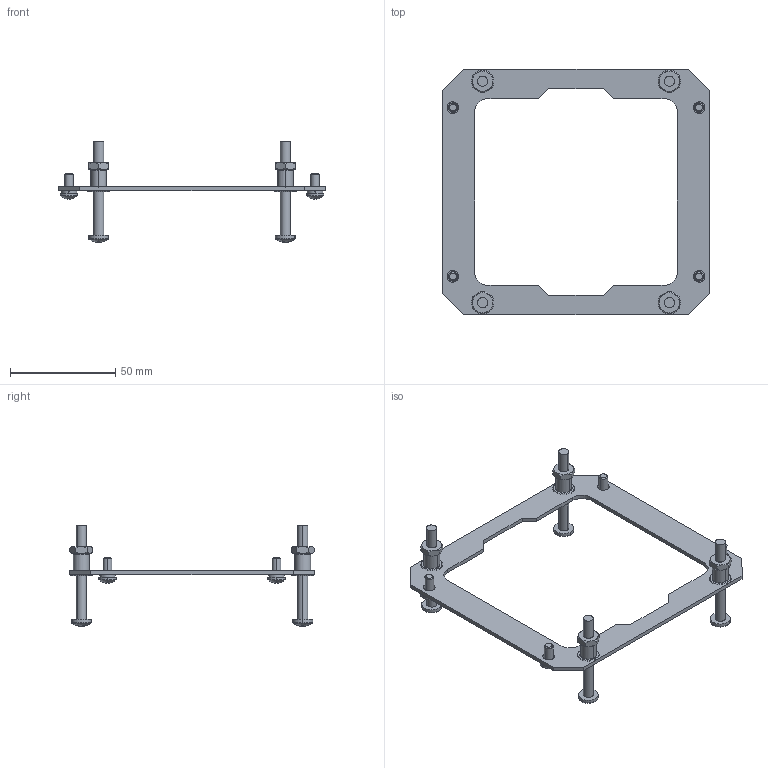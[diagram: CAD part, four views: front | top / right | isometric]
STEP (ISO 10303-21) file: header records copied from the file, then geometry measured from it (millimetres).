
FILE_DESCRIPTION (( 'STEP AP203' ), '1' );
FILE_NAME ('78051705.STEP', '2019-11-21T20:09:19', ( '' ), ( '' ), 'SwSTEP 2.0', 'SolidWorks 2019', '' );
FILE_SCHEMA (( 'CONFIG_CONTROL_DESIGN' ));
Length unit declared in the file: inch
Products named in the file (29): 80041084; 78051705; 78051711; 80040830-IPD; 00002098-IPD (10-32)_AK-10-32-UNF; WASHER - LOCK - CONFIG; WASHER - LOCK - CONFIG_#8; 81011003-IPD; 00002098-IPD (10-32); 81011003-IPD_81011003; 80040830-IPD_DEFAULT; 80041084_CR-PHMS 0.19-32x1.75x1.75-N
Assembly tree (22 placements, depth 3):
  80041084
  78051705
    78051711
      78051711
      00002098-IPD (10-32)_AK-10-32-UNF  x4
    80041084_CR-PHMS 0.19-32x1.75x1.75-N  x4
    80040830-IPD_DEFAULT  x4
    81011003-IPD_81011003  x4
    WASHER - LOCK - CONFIG_#8  x4
  80040830-IPD
  80041084
  WASHER - LOCK - CONFIG
Bounding box: 127 x 116.84 x 47.78 mm (x, y, z)
Volume: 17506.3 mm3; surface area: 21786.9 mm2
Topology: 21 solids, 21 shells, 610 faces, 1380 edges, 832 vertices
Faces by surface type: plane 210, cylinder 208, cone 144, torus 32, sphere 16
Entity records: 8379 total; most frequent: CARTESIAN_POINT 1126, DIRECTION 1017, ORIENTED_EDGE 870, EDGE_CURVE 435, AXIS2_PLACEMENT_3D 407, VERTEX_POINT 268, PERSON_AND_ORGANIZATION 254, EDGE_LOOP 211
